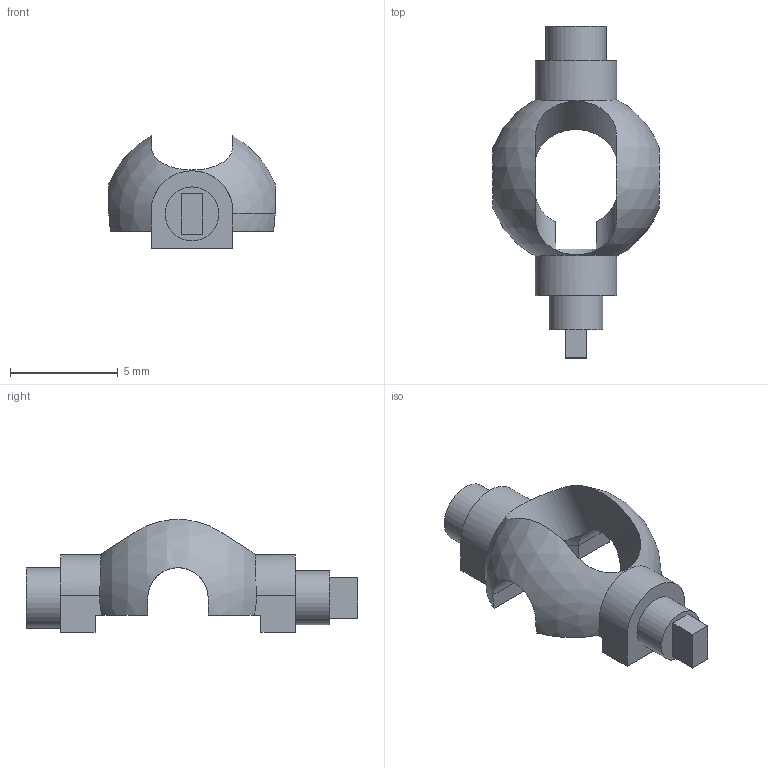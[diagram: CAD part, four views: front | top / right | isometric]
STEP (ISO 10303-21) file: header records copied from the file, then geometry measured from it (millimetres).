
FILE_DESCRIPTION(('FreeCAD Model'),'2;1');
FILE_NAME('Open CASCADE Shape Model','2025-04-13T16:10:19',(''),(''), 'Open CASCADE STEP processor 7.8','FreeCAD','Unknown');
FILE_SCHEMA(('AUTOMOTIVE_DESIGN { 1 0 10303 214 1 1 1 1 }'));
Length unit declared in the file: millimetre
Products named in the file (1): GUIDE_Y
Bounding box: 7.71 x 15.4 x 5.23 mm (x, y, z)
Volume: 135.4 mm3; surface area: 277.4 mm2
Topology: 1 solids, 1 shells, 45 faces, 119 edges, 77 vertices
Faces by surface type: plane 28, cylinder 11, sphere 6
Full cylindrical faces by diameter (mm): 2.5 x1, 2.8 x1
Entity records: 3061 total; most frequent: CARTESIAN_POINT 1922, ORIENTED_EDGE 236, DIRECTION 229, EDGE_CURVE 118, AXIS2_PLACEMENT_3D 82, VERTEX_POINT 77, LINE 65, VECTOR 65
